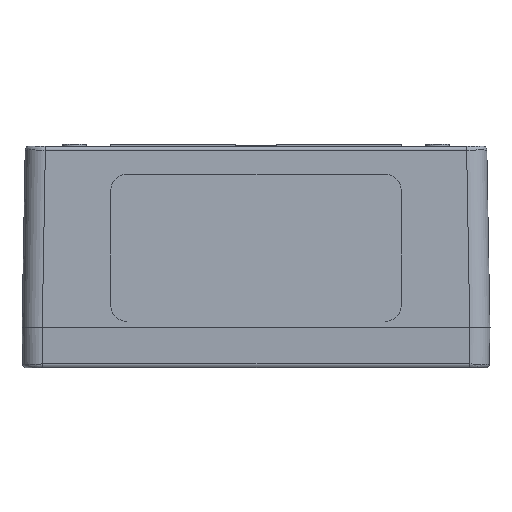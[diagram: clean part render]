
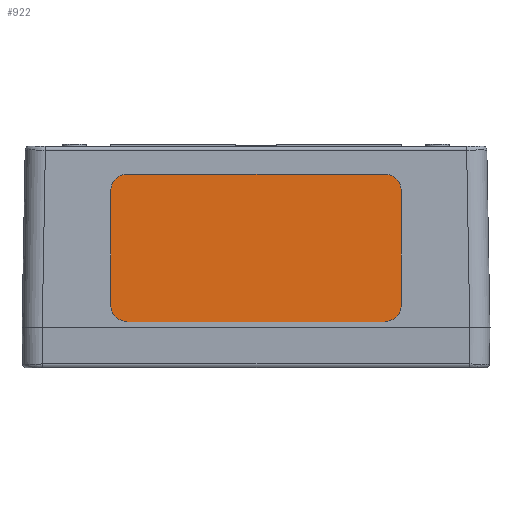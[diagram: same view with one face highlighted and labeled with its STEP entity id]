
A CAD part, left-side view. The second image highlights one B-rep face of the part: STEP entity #922.
In plain terms, the highlighted planar face has unit normal (-1, 0, 0.018).
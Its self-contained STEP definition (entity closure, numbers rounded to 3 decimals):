
#656=CARTESIAN_POINT('',(-164.779,72.0,69.99));
#657=VERTEX_POINT('',#656);
#658=CARTESIAN_POINT('',(-165.774,72.0,12.998));
#659=VERTEX_POINT('',#658);
#660=CARTESIAN_POINT('',(-164.779,72.0,69.99));
#661=DIRECTION('',(-0.017,0.0,-1.));
#662=VECTOR('',#661,57.);
#663=LINE('',#660,#662);
#664=EDGE_CURVE('',#657,#659,#663,.T.);
#696=CARTESIAN_POINT('',(-165.914,64.,5.));
#697=VERTEX_POINT('',#696);
#698=CARTESIAN_POINT('',(-165.774,64.,12.998));
#699=DIRECTION('',(-1.,0.,0.017));
#700=DIRECTION('',(-0.017,0.,-1.));
#701=AXIS2_PLACEMENT_3D('',#698,#699,#700);
#702=CIRCLE('',#701,8.);
#703=EDGE_CURVE('',#659,#697,#702,.T.);
#729=CARTESIAN_POINT('',(-164.64,64.,77.988));
#730=VERTEX_POINT('',#729);
#731=CARTESIAN_POINT('',(-164.779,64.,69.99));
#732=DIRECTION('',(-1.,0.0,0.017));
#733=DIRECTION('',(0.0,1.0,0.0));
#734=AXIS2_PLACEMENT_3D('',#731,#732,#733);
#735=CIRCLE('',#734,8.);
#736=EDGE_CURVE('',#730,#657,#735,.T.);
#762=CARTESIAN_POINT('',(-164.779,-72.,69.99));
#763=VERTEX_POINT('',#762);
#764=CARTESIAN_POINT('',(-164.64,-64.0,77.988));
#765=VERTEX_POINT('',#764);
#766=CARTESIAN_POINT('',(-164.779,-64.,69.99));
#767=DIRECTION('',(-1.,0.,0.017));
#768=DIRECTION('',(0.017,0.,1.));
#769=AXIS2_PLACEMENT_3D('',#766,#767,#768);
#770=CIRCLE('',#769,8.);
#771=EDGE_CURVE('',#763,#765,#770,.T.);
#804=CARTESIAN_POINT('',(-164.64,-64.0,77.988));
#805=DIRECTION('',(0.0,1.0,0.0));
#806=VECTOR('',#805,128.);
#807=LINE('',#804,#806);
#808=EDGE_CURVE('',#765,#730,#807,.T.);
#826=CARTESIAN_POINT('',(-165.914,-64.,5.));
#827=VERTEX_POINT('',#826);
#828=CARTESIAN_POINT('',(-165.914,64.,5.));
#829=DIRECTION('',(0.0,-1.0,0.0));
#830=VECTOR('',#829,128.);
#831=LINE('',#828,#830);
#832=EDGE_CURVE('',#697,#827,#831,.T.);
#857=CARTESIAN_POINT('',(-165.774,-72.,12.998));
#858=VERTEX_POINT('',#857);
#859=CARTESIAN_POINT('',(-165.774,-64.0,12.998));
#860=DIRECTION('',(-1.,0.0,0.017));
#861=DIRECTION('',(0.0,-1.0,0.0));
#862=AXIS2_PLACEMENT_3D('',#859,#860,#861);
#863=CIRCLE('',#862,8.);
#864=EDGE_CURVE('',#827,#858,#863,.T.);
#890=CARTESIAN_POINT('',(-165.774,-72.,12.998));
#891=DIRECTION('',(0.017,0.0,1.));
#892=VECTOR('',#891,57.);
#893=LINE('',#890,#892);
#894=EDGE_CURVE('',#858,#763,#893,.T.);
#907=CARTESIAN_POINT('',(-165.277,-35.085,41.494));
#908=DIRECTION('',(1.,0.,-0.017));
#909=DIRECTION('',(-0.017,0.0,-1.));
#910=AXIS2_PLACEMENT_3D('',#907,#908,#909);
#911=PLANE('',#910);
#912=ORIENTED_EDGE('',*,*,#771,.T.);
#913=ORIENTED_EDGE('',*,*,#808,.T.);
#914=ORIENTED_EDGE('',*,*,#736,.T.);
#915=ORIENTED_EDGE('',*,*,#664,.T.);
#916=ORIENTED_EDGE('',*,*,#703,.T.);
#917=ORIENTED_EDGE('',*,*,#832,.T.);
#918=ORIENTED_EDGE('',*,*,#864,.T.);
#919=ORIENTED_EDGE('',*,*,#894,.T.);
#920=EDGE_LOOP('',(#912,#913,#914,#915,#916,#917,#918,#919));
#921=FACE_OUTER_BOUND('',#920,.T.);
#922=ADVANCED_FACE('',(#921),#911,.F.);
